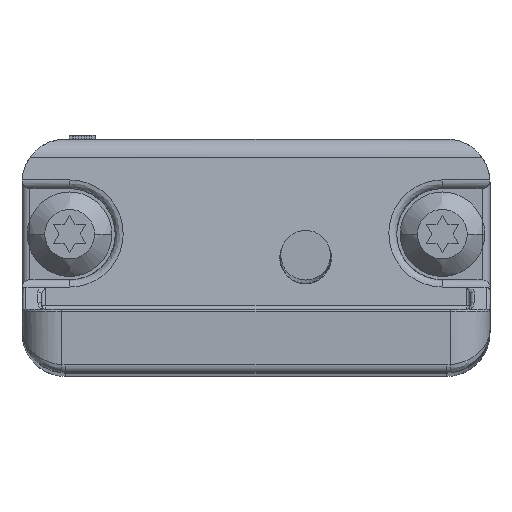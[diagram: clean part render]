
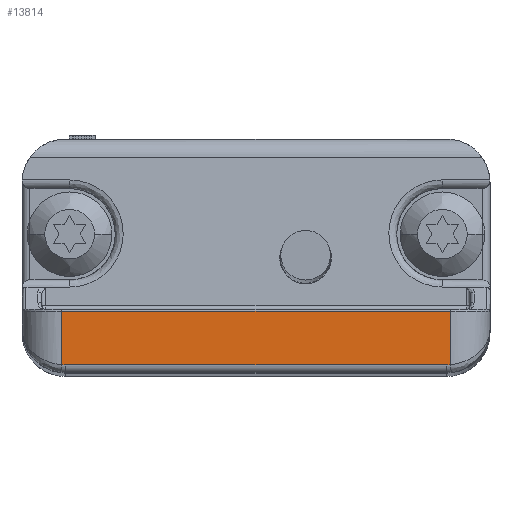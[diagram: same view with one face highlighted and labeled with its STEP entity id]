
A CAD part, top view. The second image highlights one B-rep face of the part: STEP entity #13814.
In plain terms, the highlighted face is planar.
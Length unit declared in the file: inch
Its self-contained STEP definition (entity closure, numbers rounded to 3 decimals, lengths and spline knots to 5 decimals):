
#9808=CARTESIAN_POINT('',(0.11,0.49,1.07));
#9809=DIRECTION('',(0.,-1.,0.));
#9810=DIRECTION('',(-0.994,0.,0.111));
#9811=AXIS2_PLACEMENT_3D('',#9808,#9809,#9810);
#9822=DIRECTION('',(0.,0.,-1.));
#9823=VECTOR('',#9822,0.96);
#9824=CARTESIAN_POINT('',(0.02,0.49,1.07));
#9825=LINE('',#9824,#9823);
#10860=DIRECTION('',(1.,0.,0.));
#10861=VECTOR('',#10860,0.13444);
#10862=CARTESIAN_POINT('',(0.02056,0.49,
1.08));
#10863=LINE('',#10862,#10861);
#10896=DIRECTION('',(0.,0.,1.));
#10897=VECTOR('',#10896,0.98);
#10898=CARTESIAN_POINT('',(0.155,0.49,0.1));
#10899=LINE('',#10898,#10897);
#10910=CARTESIAN_POINT('',(0.11,0.49,0.11));
#10911=DIRECTION('',(0.,-1.,0.));
#10912=DIRECTION('',(-1.,0.,0.));
#10913=AXIS2_PLACEMENT_3D('',#10910,#10911,#10912);
#10945=CARTESIAN_POINT('',(0.02056,0.49,
0.1));
#10962=DIRECTION('',(-1.,0.,0.));
#10963=VECTOR('',#10962,0.13444);
#10964=CARTESIAN_POINT('',(0.155,0.49,0.1));
#10965=LINE('',#10964,#10963);
#11354=VERTEX_POINT('',#10945);
#11357=CARTESIAN_POINT('',(0.02,0.49,0.11));
#11358=VERTEX_POINT('',#11357);
#11361=CARTESIAN_POINT('',(0.02,0.49,1.07));
#11362=VERTEX_POINT('',#11361);
#11365=CARTESIAN_POINT('',(0.02056,0.49,1.08));
#11366=VERTEX_POINT('',#11365);
#11372=CARTESIAN_POINT('',(0.155,0.49,1.08));
#11374=VERTEX_POINT('',#11372);
#11378=CARTESIAN_POINT('',(0.155,0.49,0.1));
#11379=VERTEX_POINT('',#11378);
#13799=CARTESIAN_POINT('',(0.,0.49,0.));
#13800=DIRECTION('',(0.,1.,0.));
#13801=DIRECTION('',(0.,0.,1.));
#13802=AXIS2_PLACEMENT_3D('',#13799,#13800,#13801);
#13803=PLANE('',#13802);
#13804=ORIENTED_EDGE('',*,*,#13792,.T.);
#13805=ORIENTED_EDGE('',*,*,#13754,.F.);
#13806=ORIENTED_EDGE('',*,*,#12130,.T.);
#13807=ORIENTED_EDGE('',*,*,#12146,.T.);
#13809=ORIENTED_EDGE('',*,*,#13808,.T.);
#13811=ORIENTED_EDGE('',*,*,#13810,.F.);
#13812=EDGE_LOOP('',(#13804,#13805,#13806,#13807,#13809,#13811));
#13813=FACE_OUTER_BOUND('',#13812,.F.);
#13814=ADVANCED_FACE('',(#13813),#13803,.T.);
#9812=CIRCLE('',#9811,0.09);
#10914=CIRCLE('',#10913,0.09);
#12130=EDGE_CURVE('',#11366,#11362,#9812,.T.);
#12146=EDGE_CURVE('',#11362,#11358,#9825,.T.);
#13754=EDGE_CURVE('',#11366,#11374,#10863,.T.);
#13792=EDGE_CURVE('',#11379,#11374,#10899,.T.);
#13808=EDGE_CURVE('',#11358,#11354,#10914,.T.);
#13810=EDGE_CURVE('',#11379,#11354,#10965,.T.);
